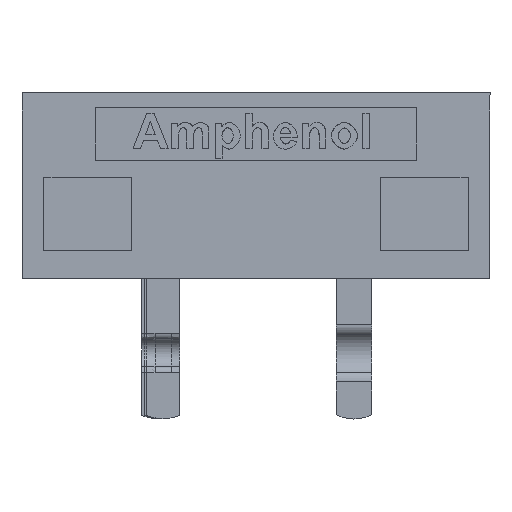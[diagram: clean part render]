
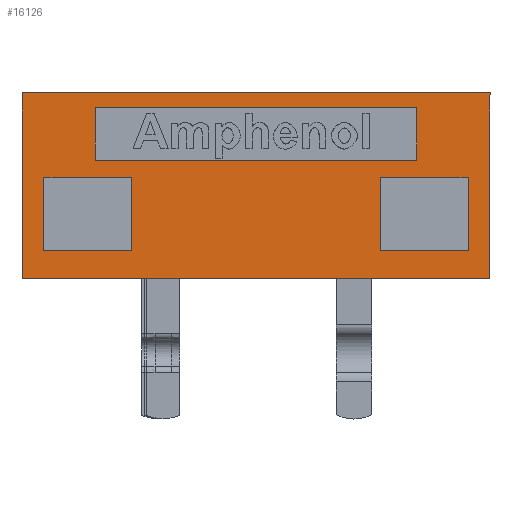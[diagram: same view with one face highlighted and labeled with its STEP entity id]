
A CAD part, left-side view. The second image highlights one B-rep face of the part: STEP entity #16126.
In plain terms, the highlighted face is planar.
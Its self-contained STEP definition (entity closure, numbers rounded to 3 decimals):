
#9456=CARTESIAN_POINT('',(-9.59,-1.269,5.85));
#9457=VERTEX_POINT('',#9456);
#9464=CARTESIAN_POINT('',(-9.59,-1.269,4.05));
#9465=VERTEX_POINT('',#9464);
#9466=CARTESIAN_POINT('',(-9.59,-1.269,4.05));
#9467=DIRECTION('',(0.0,0.0,1.0));
#9468=VECTOR('',#9467,1.8);
#9469=LINE('',#9466,#9468);
#9470=EDGE_CURVE('',#9465,#9457,#9469,.T.);
#9488=CARTESIAN_POINT('',(1.41,-1.269,4.05));
#9489=VERTEX_POINT('',#9488);
#9490=CARTESIAN_POINT('',(1.41,-1.269,4.05));
#9491=DIRECTION('',(-1.0,0.0,0.0));
#9492=VECTOR('',#9491,11.);
#9493=LINE('',#9490,#9492);
#9494=EDGE_CURVE('',#9489,#9465,#9493,.T.);
#9512=CARTESIAN_POINT('',(1.41,-1.269,5.85));
#9513=VERTEX_POINT('',#9512);
#9514=CARTESIAN_POINT('',(1.41,-1.269,5.85));
#9515=DIRECTION('',(0.0,0.0,-1.0));
#9516=VECTOR('',#9515,1.8);
#9517=LINE('',#9514,#9516);
#9518=EDGE_CURVE('',#9513,#9489,#9517,.T.);
#9536=CARTESIAN_POINT('',(-9.59,-1.269,5.85));
#9537=DIRECTION('',(1.0,0.0,0.0));
#9538=VECTOR('',#9537,11.);
#9539=LINE('',#9536,#9538);
#9540=EDGE_CURVE('',#9457,#9513,#9539,.T.);
#10862=CARTESIAN_POINT('',(3.91,-1.269,0.0));
#10863=VERTEX_POINT('',#10862);
#10870=CARTESIAN_POINT('',(-12.09,-1.269,0.0));
#10871=VERTEX_POINT('',#10870);
#10872=CARTESIAN_POINT('',(-12.09,-1.269,0.0));
#10873=DIRECTION('',(1.0,0.0,0.0));
#10874=VECTOR('',#10873,16.0);
#10875=LINE('',#10872,#10874);
#10876=EDGE_CURVE('',#10871,#10863,#10875,.T.);
#12194=CARTESIAN_POINT('',(-12.09,-1.269,6.35));
#12195=VERTEX_POINT('',#12194);
#12196=CARTESIAN_POINT('',(-12.09,-1.269,0.0));
#12197=DIRECTION('',(0.0,0.0,1.0));
#12198=VECTOR('',#12197,6.35);
#12199=LINE('',#12196,#12198);
#12200=EDGE_CURVE('',#10871,#12195,#12199,.T.);
#14245=CARTESIAN_POINT('',(3.91,-1.269,6.35));
#14246=VERTEX_POINT('',#14245);
#14253=CARTESIAN_POINT('',(3.91,-1.269,0.0));
#14254=DIRECTION('',(0.0,0.0,1.0));
#14255=VECTOR('',#14254,6.35);
#14256=LINE('',#14253,#14255);
#14257=EDGE_CURVE('',#10863,#14246,#14256,.T.);
#14682=CARTESIAN_POINT('',(3.91,-1.269,6.35));
#14683=DIRECTION('',(-1.0,0.0,0.0));
#14684=VECTOR('',#14683,16.0);
#14685=LINE('',#14682,#14684);
#14686=EDGE_CURVE('',#14246,#12195,#14685,.T.);
#15639=CARTESIAN_POINT('',(-8.34,-1.269,3.45));
#15640=VERTEX_POINT('',#15639);
#15647=CARTESIAN_POINT('',(-11.34,-1.269,3.45));
#15648=VERTEX_POINT('',#15647);
#15649=CARTESIAN_POINT('',(-11.34,-1.269,3.45));
#15650=DIRECTION('',(1.0,0.0,0.0));
#15651=VECTOR('',#15650,3.);
#15652=LINE('',#15649,#15651);
#15653=EDGE_CURVE('',#15648,#15640,#15652,.T.);
#15739=CARTESIAN_POINT('',(0.16,-1.269,0.95));
#15740=VERTEX_POINT('',#15739);
#15747=CARTESIAN_POINT('',(3.16,-1.269,0.95));
#15748=VERTEX_POINT('',#15747);
#15749=CARTESIAN_POINT('',(3.16,-1.269,0.95));
#15750=DIRECTION('',(-1.0,0.0,0.0));
#15751=VECTOR('',#15750,3.);
#15752=LINE('',#15749,#15751);
#15753=EDGE_CURVE('',#15748,#15740,#15752,.T.);
#15772=CARTESIAN_POINT('',(3.16,-1.269,3.45));
#15773=VERTEX_POINT('',#15772);
#15774=CARTESIAN_POINT('',(3.16,-1.269,3.45));
#15775=DIRECTION('',(0.0,0.0,-1.0));
#15776=VECTOR('',#15775,2.5);
#15777=LINE('',#15774,#15776);
#15778=EDGE_CURVE('',#15773,#15748,#15777,.T.);
#15797=CARTESIAN_POINT('',(0.16,-1.269,3.45));
#15798=VERTEX_POINT('',#15797);
#15799=CARTESIAN_POINT('',(0.16,-1.269,3.45));
#15800=DIRECTION('',(1.0,0.0,0.0));
#15801=VECTOR('',#15800,3.);
#15802=LINE('',#15799,#15801);
#15803=EDGE_CURVE('',#15798,#15773,#15802,.T.);
#15824=CARTESIAN_POINT('',(0.16,-1.269,0.95));
#15825=DIRECTION('',(0.0,0.0,1.0));
#15826=VECTOR('',#15825,2.5);
#15827=LINE('',#15824,#15826);
#15828=EDGE_CURVE('',#15740,#15798,#15827,.T.);
#15847=CARTESIAN_POINT('',(-8.34,-1.269,0.95));
#15848=VERTEX_POINT('',#15847);
#15855=CARTESIAN_POINT('',(-8.34,-1.269,3.45));
#15856=DIRECTION('',(0.0,0.0,-1.0));
#15857=VECTOR('',#15856,2.5);
#15858=LINE('',#15855,#15857);
#15859=EDGE_CURVE('',#15640,#15848,#15858,.T.);
#15879=CARTESIAN_POINT('',(-11.34,-1.269,0.95));
#15880=VERTEX_POINT('',#15879);
#15881=CARTESIAN_POINT('',(-11.34,-1.269,0.95));
#15882=DIRECTION('',(0.0,0.0,1.0));
#15883=VECTOR('',#15882,2.5);
#15884=LINE('',#15881,#15883);
#15885=EDGE_CURVE('',#15880,#15648,#15884,.T.);
#15909=CARTESIAN_POINT('',(-8.34,-1.269,0.95));
#15910=DIRECTION('',(-1.0,0.0,0.0));
#15911=VECTOR('',#15910,3.);
#15912=LINE('',#15909,#15911);
#15913=EDGE_CURVE('',#15848,#15880,#15912,.T.);
#16097=CARTESIAN_POINT('',(3.91,-1.269,0.0));
#16098=DIRECTION('',(0.0,-1.0,0.0));
#16099=DIRECTION('',(0.0,0.0,-1.0));
#16100=AXIS2_PLACEMENT_3D('',#16097,#16098,#16099);
#16101=PLANE('',#16100);
#16102=ORIENTED_EDGE('',*,*,#14686,.T.);
#16103=ORIENTED_EDGE('',*,*,#12200,.F.);
#16104=ORIENTED_EDGE('',*,*,#10876,.T.);
#16105=ORIENTED_EDGE('',*,*,#14257,.T.);
#16106=EDGE_LOOP('',(#16102,#16103,#16104,#16105));
#16107=FACE_OUTER_BOUND('',#16106,.T.);
#16108=ORIENTED_EDGE('',*,*,#9470,.T.);
#16109=ORIENTED_EDGE('',*,*,#9540,.T.);
#16110=ORIENTED_EDGE('',*,*,#9518,.T.);
#16111=ORIENTED_EDGE('',*,*,#9494,.T.);
#16112=EDGE_LOOP('',(#16108,#16109,#16110,#16111));
#16113=FACE_BOUND('',#16112,.T.);
#16114=ORIENTED_EDGE('',*,*,#15778,.T.);
#16115=ORIENTED_EDGE('',*,*,#15753,.T.);
#16116=ORIENTED_EDGE('',*,*,#15828,.T.);
#16117=ORIENTED_EDGE('',*,*,#15803,.T.);
#16118=EDGE_LOOP('',(#16114,#16115,#16116,#16117));
#16119=FACE_BOUND('',#16118,.T.);
#16120=ORIENTED_EDGE('',*,*,#15859,.T.);
#16121=ORIENTED_EDGE('',*,*,#15913,.T.);
#16122=ORIENTED_EDGE('',*,*,#15885,.T.);
#16123=ORIENTED_EDGE('',*,*,#15653,.T.);
#16124=EDGE_LOOP('',(#16120,#16121,#16122,#16123));
#16125=FACE_BOUND('',#16124,.T.);
#16126=ADVANCED_FACE('',(#16107,#16113,#16119,#16125),#16101,.T.);
